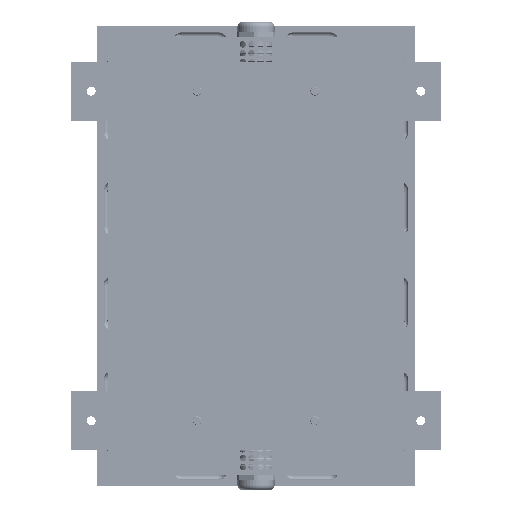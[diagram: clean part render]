
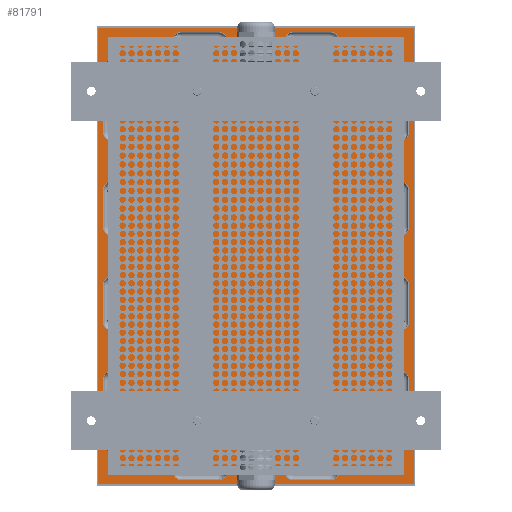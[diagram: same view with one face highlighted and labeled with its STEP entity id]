
A CAD part, front view. The second image highlights one B-rep face of the part: STEP entity #81791.
In plain terms, the highlighted face is planar.
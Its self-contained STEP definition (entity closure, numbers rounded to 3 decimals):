
#3559=FACE_BOUND('',#15301,.T.);
#3560=FACE_BOUND('',#15302,.T.);
#3561=FACE_BOUND('',#15303,.T.);
#3562=FACE_BOUND('',#15304,.T.);
#4896=PLANE('',#90242);
#8780=FACE_OUTER_BOUND('',#15300,.T.);
#15300=EDGE_LOOP('',(#71678,#71679,#71680,#71681));
#15301=EDGE_LOOP('',(#71682));
#15302=EDGE_LOOP('',(#71683));
#15303=EDGE_LOOP('',(#71684));
#15304=EDGE_LOOP('',(#71685));
#21095=LINE('',#140765,#26863);
#21099=LINE('',#140772,#26867);
#21102=LINE('',#140778,#26870);
#21104=LINE('',#140781,#26872);
#26863=VECTOR('',#112433,10.);
#26867=VECTOR('',#112439,10.);
#26870=VECTOR('',#112444,10.);
#26872=VECTOR('',#112448,10.);
#32028=CIRCLE('',#90228,7.5);
#32030=CIRCLE('',#90231,7.5);
#32032=CIRCLE('',#90234,7.5);
#32034=CIRCLE('',#90237,7.5);
#39036=VERTEX_POINT('',#140737);
#39038=VERTEX_POINT('',#140743);
#39040=VERTEX_POINT('',#140749);
#39042=VERTEX_POINT('',#140755);
#39045=VERTEX_POINT('',#140762);
#39046=VERTEX_POINT('',#140764);
#39048=VERTEX_POINT('',#140770);
#39050=VERTEX_POINT('',#140776);
#49938=EDGE_CURVE('',#39036,#39036,#32028,.T.);
#49941=EDGE_CURVE('',#39038,#39038,#32030,.T.);
#49944=EDGE_CURVE('',#39040,#39040,#32032,.T.);
#49947=EDGE_CURVE('',#39042,#39042,#32034,.T.);
#49950=EDGE_CURVE('',#39045,#39046,#21095,.T.);
#49954=EDGE_CURVE('',#39048,#39045,#21099,.T.);
#49957=EDGE_CURVE('',#39050,#39048,#21102,.T.);
#49959=EDGE_CURVE('',#39046,#39050,#21104,.T.);
#71678=ORIENTED_EDGE('',*,*,#49959,.F.);
#71679=ORIENTED_EDGE('',*,*,#49950,.F.);
#71680=ORIENTED_EDGE('',*,*,#49954,.F.);
#71681=ORIENTED_EDGE('',*,*,#49957,.F.);
#71682=ORIENTED_EDGE('',*,*,#49938,.T.);
#71683=ORIENTED_EDGE('',*,*,#49941,.T.);
#71684=ORIENTED_EDGE('',*,*,#49944,.T.);
#71685=ORIENTED_EDGE('',*,*,#49947,.T.);
#81791=ADVANCED_FACE('',(#8780,#3559,#3560,#3561,#3562),#4896,.F.);
#90228=AXIS2_PLACEMENT_3D('',#140739,#112406,#112407);
#90231=AXIS2_PLACEMENT_3D('',#140745,#112413,#112414);
#90234=AXIS2_PLACEMENT_3D('',#140751,#112420,#112421);
#90237=AXIS2_PLACEMENT_3D('',#140757,#112427,#112428);
#90242=AXIS2_PLACEMENT_3D('',#140782,#112449,#112450);
#112406=DIRECTION('center_axis',(0.,-1.,0.));
#112407=DIRECTION('ref_axis',(-1.,0.,0.));
#112413=DIRECTION('center_axis',(0.,-1.,0.));
#112414=DIRECTION('ref_axis',(-1.,0.,0.));
#112420=DIRECTION('center_axis',(0.,-1.,0.));
#112421=DIRECTION('ref_axis',(-1.,0.,0.));
#112427=DIRECTION('center_axis',(0.,-1.,0.));
#112428=DIRECTION('ref_axis',(-1.,0.,0.));
#112433=DIRECTION('',(1.,0.,0.));
#112439=DIRECTION('',(0.,0.,-1.));
#112444=DIRECTION('',(-1.,0.,0.));
#112448=DIRECTION('',(0.,0.,1.));
#112449=DIRECTION('center_axis',(0.,-1.,0.));
#112450=DIRECTION('ref_axis',(0.,0.,-1.));
#140737=CARTESIAN_POINT('',(-362.5,2.,670.));
#140739=CARTESIAN_POINT('Origin',(-370.,2.,670.));
#140743=CARTESIAN_POINT('',(-362.5,2.,110.));
#140745=CARTESIAN_POINT('Origin',(-370.,2.,110.));
#140749=CARTESIAN_POINT('',(-162.5,2.,110.));
#140751=CARTESIAN_POINT('Origin',(-170.,2.,110.));
#140755=CARTESIAN_POINT('',(-162.5,2.,670.));
#140757=CARTESIAN_POINT('Origin',(-170.,2.,670.));
#140762=CARTESIAN_POINT('',(-538.,2.,2.));
#140764=CARTESIAN_POINT('',(-2.,2.,2.));
#140765=CARTESIAN_POINT('',(-2.,2.,2.));
#140770=CARTESIAN_POINT('',(-538.,2.,778.));
#140772=CARTESIAN_POINT('',(-538.,2.,2.));
#140776=CARTESIAN_POINT('',(-2.,2.,778.));
#140778=CARTESIAN_POINT('',(-538.,2.,778.));
#140781=CARTESIAN_POINT('',(-2.,2.,778.));
#140782=CARTESIAN_POINT('Origin',(-270.,2.,390.));
